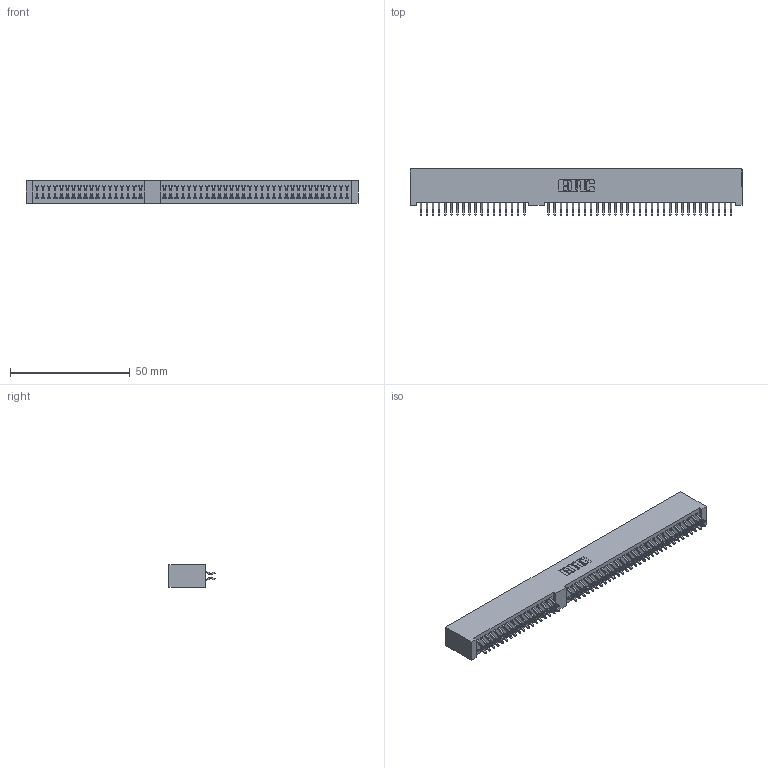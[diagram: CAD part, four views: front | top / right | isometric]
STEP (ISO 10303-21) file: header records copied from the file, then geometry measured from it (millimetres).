
FILE_DESCRIPTION (( 'STEP AP214' ), '1' );
FILE_NAME ('395-098-556-300.STEP', '2020-05-26T18:19:47', ( '' ), ( '' ), 'SwSTEP 2.0', 'SolidWorks 2020', '' );
FILE_SCHEMA (( 'AUTOMOTIVE_DESIGN' ));
Length unit declared in the file: inch
Products named in the file (3): 395-AT Part_No Mounting Lugs; 395-098-556-300; 345-292-001_556 Tail
Assembly tree (99 placements, depth 2):
  395-098-556-300
    345-292-001_556 Tail  x98
    395-AT Part_No Mounting Lugs
Bounding box: 138.68 x 19.24 x 9.4 mm (x, y, z)
Volume: 14161.6 mm3; surface area: 20334.8 mm2
Topology: 99 solids, 99 shells, 5619 faces, 16715 edges, 11010 vertices
Faces by surface type: plane 3717, cylinder 1902
Entity records: 35922 total; most frequent: CARTESIAN_POINT 6349, ORIENTED_EDGE 6270, DIRECTION 5569, EDGE_CURVE 3135, VECTOR 2811, LINE 2811, VERTEX_POINT 2086, AXIS2_PLACEMENT_3D 1379
